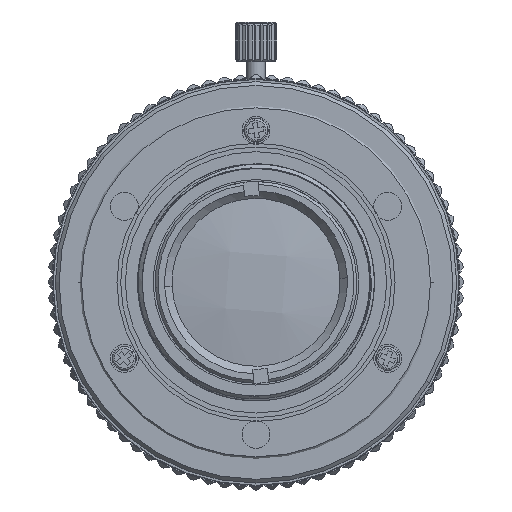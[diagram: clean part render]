
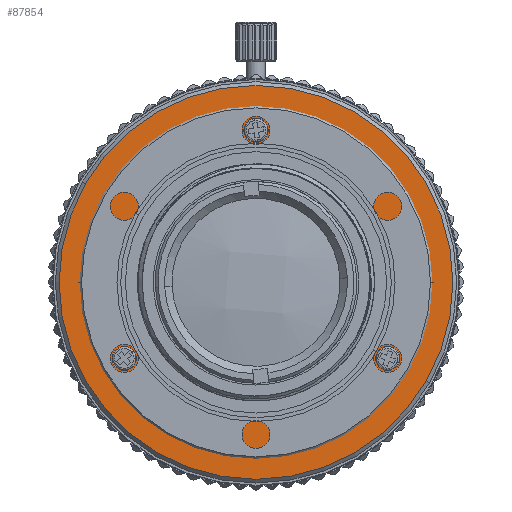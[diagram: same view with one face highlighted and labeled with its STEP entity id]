
A CAD part, front view. The second image highlights one B-rep face of the part: STEP entity #87854.
In plain terms, the highlighted face is planar.
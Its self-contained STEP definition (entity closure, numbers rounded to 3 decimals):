
#42 = EDGE_CURVE ( 'NONE', #217315, #73483, #24478, .T. ) ;
#7983 = VERTEX_POINT ( 'NONE', #125097 ) ;
#16872 = VERTEX_POINT ( 'NONE', #131967 ) ;
#22176 = AXIS2_PLACEMENT_3D ( 'NONE', #62671, #100165, #138902 ) ;
#22800 = EDGE_CURVE ( 'NONE', #192175, #28949, #93107, .T. ) ;
#23457 = CARTESIAN_POINT ( 'NONE',  ( 0., -1.8, 16.3 ) ) ;
#24478 = CIRCLE ( 'NONE', #181168, 1.3 ) ;
#26830 = CIRCLE ( 'NONE', #146487, 21.1 ) ;
#28080 = FACE_OUTER_BOUND ( 'NONE', #185727, .T. ) ;
#28949 = VERTEX_POINT ( 'NONE', #91681 ) ;
#29681 = AXIS2_PLACEMENT_3D ( 'NONE', #23457, #64738, #244203 ) ;
#29731 = DIRECTION ( 'NONE',  ( -0.866, 0., 0.5 ) ) ;
#35788 = ORIENTED_EDGE ( 'NONE', *, *, #224379, .T. ) ;
#35887 = EDGE_CURVE ( 'NONE', #150216, #7983, #195864, .T. ) ;
#37133 = CARTESIAN_POINT ( 'NONE',  ( 0., -1.8, 0. ) ) ;
#41312 = ORIENTED_EDGE ( 'NONE', *, *, #203964, .T. ) ;
#42258 = VERTEX_POINT ( 'NONE', #98722 ) ;
#42328 = VERTEX_POINT ( 'NONE', #247066 ) ;
#49065 = DIRECTION ( 'NONE',  ( -0.866, 0., 0.5 ) ) ;
#51668 = CARTESIAN_POINT ( 'NONE',  ( -14.116, -1.8, -8.15 ) ) ;
#52588 = AXIS2_PLACEMENT_3D ( 'NONE', #247615, #71921, #145619 ) ;
#60673 = CIRCLE ( 'NONE', #134775, 1.3 ) ;
#61511 = ORIENTED_EDGE ( 'NONE', *, *, #42, .T. ) ;
#62671 = CARTESIAN_POINT ( 'NONE',  ( 0., -1.8, 0. ) ) ;
#64738 = DIRECTION ( 'NONE',  ( 0., -1., 0. ) ) ;
#66917 = CIRCLE ( 'NONE', #29681, 1.3 ) ;
#69225 = CIRCLE ( 'NONE', #164122, 21.1 ) ;
#70664 = FACE_BOUND ( 'NONE', #130880, .T. ) ;
#71121 = DIRECTION ( 'NONE',  ( -0.866, 0., 0.5 ) ) ;
#71921 = DIRECTION ( 'NONE',  ( 0., 1., 0. ) ) ;
#73303 = DIRECTION ( 'NONE',  ( 0., -1., 0. ) ) ;
#73483 = VERTEX_POINT ( 'NONE', #164458 ) ;
#77154 = DIRECTION ( 'NONE',  ( 0., 1., 0. ) ) ;
#87513 = FACE_BOUND ( 'NONE', #250290, .T. ) ;
#87854 = ADVANCED_FACE ( 'NONE', ( #186902, #87513, #130069, #70664, #28080 ), #189444, .T. ) ;
#91681 = CARTESIAN_POINT ( 'NONE',  ( 12.904, -1.8, -7.45 ) ) ;
#93107 = CIRCLE ( 'NONE', #233396, 14.9 ) ;
#94210 = DIRECTION ( 'NONE',  ( -0.866, 0., 0.5 ) ) ;
#98722 = CARTESIAN_POINT ( 'NONE',  ( -1.126, -1.8, 16.95 ) ) ;
#100165 = DIRECTION ( 'NONE',  ( 0., -1., 0. ) ) ;
#104237 = EDGE_CURVE ( 'NONE', #16872, #42258, #66917, .T. ) ;
#107183 = CARTESIAN_POINT ( 'NONE',  ( -18.273, -1.8, 10.55 ) ) ;
#108629 = CARTESIAN_POINT ( 'NONE',  ( 14.116, -1.8, -8.15 ) ) ;
#108854 = CIRCLE ( 'NONE', #22176, 14.9 ) ;
#111157 = VERTEX_POINT ( 'NONE', #107183 ) ;
#113408 = ORIENTED_EDGE ( 'NONE', *, *, #240316, .T. ) ;
#113455 = CARTESIAN_POINT ( 'NONE',  ( -14.116, -1.8, -8.15 ) ) ;
#114813 = DIRECTION ( 'NONE',  ( 0., 1., 0. ) ) ;
#118611 = DIRECTION ( 'NONE',  ( 0.866, 0., -0.5 ) ) ;
#119333 = CIRCLE ( 'NONE', #201710, 1.3 ) ;
#125097 = CARTESIAN_POINT ( 'NONE',  ( -15.242, -1.8, -7.5 ) ) ;
#127908 = DIRECTION ( 'NONE',  ( 0., -1., 0. ) ) ;
#130069 = FACE_BOUND ( 'NONE', #170960, .T. ) ;
#130299 = ORIENTED_EDGE ( 'NONE', *, *, #155072, .T. ) ;
#130880 = EDGE_LOOP ( 'NONE', ( #35788, #139573 ) ) ;
#131967 = CARTESIAN_POINT ( 'NONE',  ( 1.126, -1.8, 15.65 ) ) ;
#134775 = AXIS2_PLACEMENT_3D ( 'NONE', #108629, #208013, #71121 ) ;
#138902 = DIRECTION ( 'NONE',  ( 0.866, 0., -0.5 ) ) ;
#139573 = ORIENTED_EDGE ( 'NONE', *, *, #35887, .T. ) ;
#141386 = EDGE_CURVE ( 'NONE', #28949, #192175, #108854, .T. ) ;
#145619 = DIRECTION ( 'NONE',  ( 0.866, 0., -0.5 ) ) ;
#146487 = AXIS2_PLACEMENT_3D ( 'NONE', #192301, #114813, #118611 ) ;
#147220 = CARTESIAN_POINT ( 'NONE',  ( 14.116, -1.8, -8.15 ) ) ;
#150216 = VERTEX_POINT ( 'NONE', #219555 ) ;
#150867 = DIRECTION ( 'NONE',  ( 0.866, 0., -0.5 ) ) ;
#154724 = DIRECTION ( 'NONE',  ( -0.866, 0., 0.5 ) ) ;
#155072 = EDGE_CURVE ( 'NONE', #42328, #111157, #26830, .T. ) ;
#155581 = CARTESIAN_POINT ( 'NONE',  ( 12.99, -1.8, -7.5 ) ) ;
#159362 = EDGE_CURVE ( 'NONE', #111157, #42328, #69225, .T. ) ;
#164122 = AXIS2_PLACEMENT_3D ( 'NONE', #37133, #77154, #150867 ) ;
#164458 = CARTESIAN_POINT ( 'NONE',  ( 15.242, -1.8, -8.8 ) ) ;
#170960 = EDGE_LOOP ( 'NONE', ( #61511, #113408 ) ) ;
#171532 = ORIENTED_EDGE ( 'NONE', *, *, #159362, .T. ) ;
#181168 = AXIS2_PLACEMENT_3D ( 'NONE', #147220, #225972, #49065 ) ;
#185727 = EDGE_LOOP ( 'NONE', ( #130299, #171532 ) ) ;
#186902 = FACE_BOUND ( 'NONE', #209719, .T. ) ;
#189028 = ORIENTED_EDGE ( 'NONE', *, *, #22800, .T. ) ;
#189444 = PLANE ( 'NONE',  #52588 ) ;
#192175 = VERTEX_POINT ( 'NONE', #251893 ) ;
#192301 = CARTESIAN_POINT ( 'NONE',  ( 0., -1.8, 0. ) ) ;
#195864 = CIRCLE ( 'NONE', #242593, 1.3 ) ;
#199291 = CIRCLE ( 'NONE', #219936, 1.3 ) ;
#201710 = AXIS2_PLACEMENT_3D ( 'NONE', #236163, #231070, #94210 ) ;
#203964 = EDGE_CURVE ( 'NONE', #42258, #16872, #119333, .T. ) ;
#208013 = DIRECTION ( 'NONE',  ( 0., -1., 0. ) ) ;
#209719 = EDGE_LOOP ( 'NONE', ( #239775, #189028 ) ) ;
#212849 = DIRECTION ( 'NONE',  ( 0., -1., 0. ) ) ;
#217315 = VERTEX_POINT ( 'NONE', #155581 ) ;
#219148 = ORIENTED_EDGE ( 'NONE', *, *, #104237, .T. ) ;
#219555 = CARTESIAN_POINT ( 'NONE',  ( -12.99, -1.8, -8.8 ) ) ;
#219936 = AXIS2_PLACEMENT_3D ( 'NONE', #51668, #127908, #29731 ) ;
#224379 = EDGE_CURVE ( 'NONE', #7983, #150216, #199291, .T. ) ;
#225972 = DIRECTION ( 'NONE',  ( 0., -1., 0. ) ) ;
#231070 = DIRECTION ( 'NONE',  ( 0., -1., 0. ) ) ;
#232110 = DIRECTION ( 'NONE',  ( 0.866, 0., -0.5 ) ) ;
#233396 = AXIS2_PLACEMENT_3D ( 'NONE', #254027, #73303, #232110 ) ;
#236163 = CARTESIAN_POINT ( 'NONE',  ( 0., -1.8, 16.3 ) ) ;
#239775 = ORIENTED_EDGE ( 'NONE', *, *, #141386, .T. ) ;
#240316 = EDGE_CURVE ( 'NONE', #73483, #217315, #60673, .T. ) ;
#242593 = AXIS2_PLACEMENT_3D ( 'NONE', #113455, #212849, #154724 ) ;
#244203 = DIRECTION ( 'NONE',  ( -0.866, 0., 0.5 ) ) ;
#247066 = CARTESIAN_POINT ( 'NONE',  ( 18.273, -1.8, -10.55 ) ) ;
#247615 = CARTESIAN_POINT ( 'NONE',  ( 10.75, -1.8, 18.62 ) ) ;
#250290 = EDGE_LOOP ( 'NONE', ( #41312, #219148 ) ) ;
#251893 = CARTESIAN_POINT ( 'NONE',  ( -12.904, -1.8, 7.45 ) ) ;
#254027 = CARTESIAN_POINT ( 'NONE',  ( 0., -1.8, 0. ) ) ;
